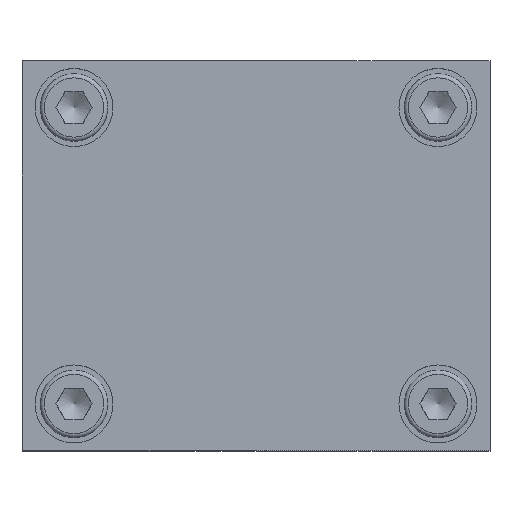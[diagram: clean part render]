
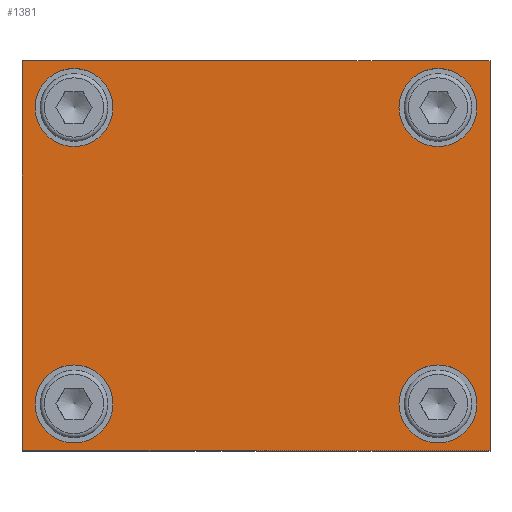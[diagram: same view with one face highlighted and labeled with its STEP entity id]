
A CAD part, top view. The second image highlights one B-rep face of the part: STEP entity #1381.
In plain terms, the highlighted planar face has unit normal (0, 0, 1).
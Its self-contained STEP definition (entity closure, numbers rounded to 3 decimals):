
#56=FACE_BOUND('',#340,.T.);
#57=FACE_BOUND('',#341,.T.);
#58=FACE_BOUND('',#342,.T.);
#59=FACE_BOUND('',#343,.T.);
#115=PLANE('',#1516);
#255=FACE_OUTER_BOUND('',#339,.T.);
#339=EDGE_LOOP('',(#1213,#1214,#1215,#1216));
#340=EDGE_LOOP('',(#1217));
#341=EDGE_LOOP('',(#1218));
#342=EDGE_LOOP('',(#1219));
#343=EDGE_LOOP('',(#1220));
#441=LINE('',#2214,#543);
#451=LINE('',#2253,#553);
#454=LINE('',#2259,#556);
#456=LINE('',#2262,#558);
#543=VECTOR('',#1764,10.);
#553=VECTOR('',#1810,10.);
#556=VECTOR('',#1815,10.);
#558=VECTOR('',#1819,10.);
#612=CIRCLE('',#1500,7.5);
#614=CIRCLE('',#1504,7.5);
#616=CIRCLE('',#1508,7.5);
#618=CIRCLE('',#1512,7.5);
#718=VERTEX_POINT('',#2211);
#719=VERTEX_POINT('',#2213);
#723=VERTEX_POINT('',#2226);
#725=VERTEX_POINT('',#2233);
#727=VERTEX_POINT('',#2240);
#729=VERTEX_POINT('',#2247);
#730=VERTEX_POINT('',#2251);
#732=VERTEX_POINT('',#2257);
#879=EDGE_CURVE('',#718,#719,#441,.T.);
#885=EDGE_CURVE('',#723,#723,#612,.T.);
#888=EDGE_CURVE('',#725,#725,#614,.T.);
#891=EDGE_CURVE('',#727,#727,#616,.T.);
#894=EDGE_CURVE('',#729,#729,#618,.T.);
#897=EDGE_CURVE('',#730,#718,#451,.T.);
#900=EDGE_CURVE('',#732,#730,#454,.T.);
#902=EDGE_CURVE('',#719,#732,#456,.T.);
#1213=ORIENTED_EDGE('',*,*,#902,.F.);
#1214=ORIENTED_EDGE('',*,*,#879,.F.);
#1215=ORIENTED_EDGE('',*,*,#897,.F.);
#1216=ORIENTED_EDGE('',*,*,#900,.F.);
#1217=ORIENTED_EDGE('',*,*,#885,.T.);
#1218=ORIENTED_EDGE('',*,*,#888,.T.);
#1219=ORIENTED_EDGE('',*,*,#891,.T.);
#1220=ORIENTED_EDGE('',*,*,#894,.T.);
#1381=ADVANCED_FACE('',(#255,#56,#57,#58,#59),#115,.T.);
#1500=AXIS2_PLACEMENT_3D('',#2227,#1777,#1778);
#1504=AXIS2_PLACEMENT_3D('',#2234,#1786,#1787);
#1508=AXIS2_PLACEMENT_3D('',#2241,#1795,#1796);
#1512=AXIS2_PLACEMENT_3D('',#2248,#1804,#1805);
#1516=AXIS2_PLACEMENT_3D('',#2263,#1820,#1821);
#1764=DIRECTION('',(-1.,0.,0.));
#1777=DIRECTION('center_axis',(0.,0.,-1.));
#1778=DIRECTION('ref_axis',(1.,0.,0.));
#1786=DIRECTION('center_axis',(0.,0.,-1.));
#1787=DIRECTION('ref_axis',(1.,0.,0.));
#1795=DIRECTION('center_axis',(0.,0.,-1.));
#1796=DIRECTION('ref_axis',(1.,0.,0.));
#1804=DIRECTION('center_axis',(0.,0.,-1.));
#1805=DIRECTION('ref_axis',(1.,0.,0.));
#1810=DIRECTION('',(0.,-1.,0.));
#1815=DIRECTION('',(1.,0.,0.));
#1819=DIRECTION('',(0.,1.,0.));
#1820=DIRECTION('center_axis',(0.,0.,1.));
#1821=DIRECTION('ref_axis',(1.,0.,0.));
#2211=CARTESIAN_POINT('',(90.,0.,35.));
#2213=CARTESIAN_POINT('',(0.,0.,35.));
#2214=CARTESIAN_POINT('',(90.,0.,35.));
#2226=CARTESIAN_POINT('',(2.5,9.,35.));
#2227=CARTESIAN_POINT('Origin',(10.,9.,35.));
#2233=CARTESIAN_POINT('',(2.5,66.,35.));
#2234=CARTESIAN_POINT('Origin',(10.,66.,35.));
#2240=CARTESIAN_POINT('',(72.5,66.,35.));
#2241=CARTESIAN_POINT('Origin',(80.,66.,35.));
#2247=CARTESIAN_POINT('',(72.5,9.,35.));
#2248=CARTESIAN_POINT('Origin',(80.,9.,35.));
#2251=CARTESIAN_POINT('',(90.,75.,35.));
#2253=CARTESIAN_POINT('',(90.,75.,35.));
#2257=CARTESIAN_POINT('',(0.,75.,35.));
#2259=CARTESIAN_POINT('',(0.,75.,35.));
#2262=CARTESIAN_POINT('',(0.,0.,35.));
#2263=CARTESIAN_POINT('Origin',(45.,37.5,35.));
